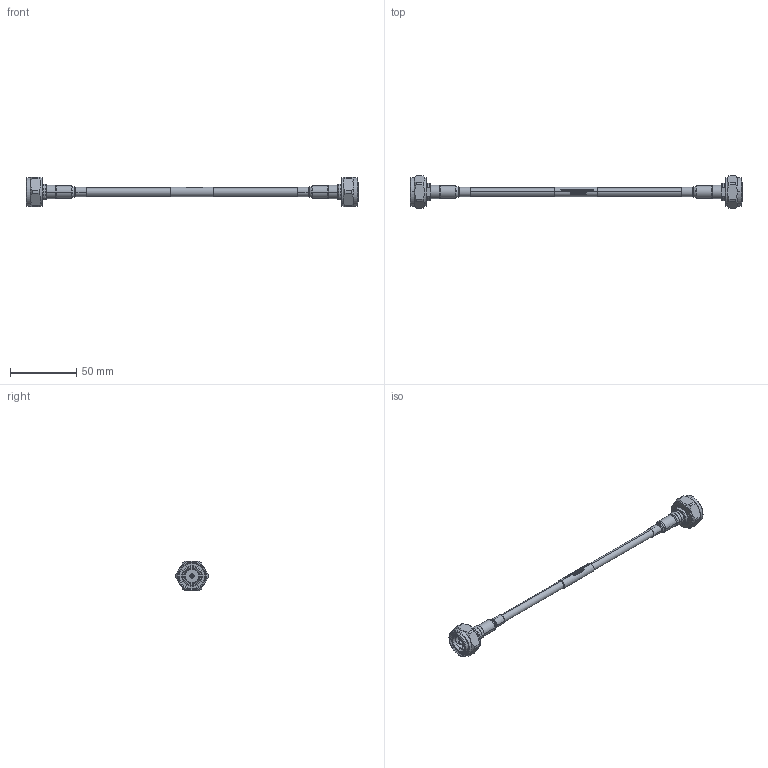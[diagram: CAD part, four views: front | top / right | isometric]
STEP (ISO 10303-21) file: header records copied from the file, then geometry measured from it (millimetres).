
FILE_DESCRIPTION (( 'STEP AP214' ), '1' );
FILE_NAME ('FMCA100166_3D.step', '2024-08-20T16:59:08', ( '' ), ( '' ), 'SwSTEP 2.0', 'SolidWorks 2022', '' );
FILE_SCHEMA (( 'AUTOMOTIVE_DESIGN' ));
Length unit declared in the file: inch
Products named in the file (9): TCOM-195-240-400-600 for cable assy^FMCA100166_TCOM-240; Copy of TC-240-4310M-X_ferrule^TC-240-4310M-X_FMCA100166; FMCA100166_3D; Copy of TC-240-4310M-X_body^TC-240-4310M-X_FMCA100166; FM Cable Assy Label^FMCA100166_D_240; TC-240-4310M-X^FMCA100166; Copy of TC-240-4310M-X_c-contact^TC-240-4310M-X_FMCA100166; Copy of TC-240-4310M-X_insulator^TC-240-4310M-X_FMCA100166; HeatShrink^FMCA100166
Assembly tree (10 placements, depth 3):
  FMCA100166_3D
    TCOM-195-240-400-600 for cable assy^FMCA100166_TCOM-240
    FM Cable Assy Label^FMCA100166_D_240
    TC-240-4310M-X^FMCA100166  x2
      Copy of TC-240-4310M-X_body^TC-240-4310M-X_FMCA100166
      Copy of TC-240-4310M-X_c-contact^TC-240-4310M-X_FMCA100166
      Copy of TC-240-4310M-X_insulator^TC-240-4310M-X_FMCA100166
      Copy of TC-240-4310M-X_ferrule^TC-240-4310M-X_FMCA100166
    HeatShrink^FMCA100166  x2
Bounding box: 250.96 x 24.5 x 22 mm (x, y, z)
Volume: 18829.8 mm3; surface area: 17198.9 mm2
Topology: 12 solids, 12 shells, 1382 faces, 3482 edges, 2238 vertices
Faces by surface type: plane 796, cylinder 198, cone 172, bspline 164, torus 52
Entity records: 41996 total; most frequent: CARTESIAN_POINT 15343, ORIENTED_EDGE 6040, DIRECTION 4624, EDGE_CURVE 3020, VERTEX_POINT 1973, VECTOR 1768, LINE 1768, AXIS2_PLACEMENT_3D 1428
